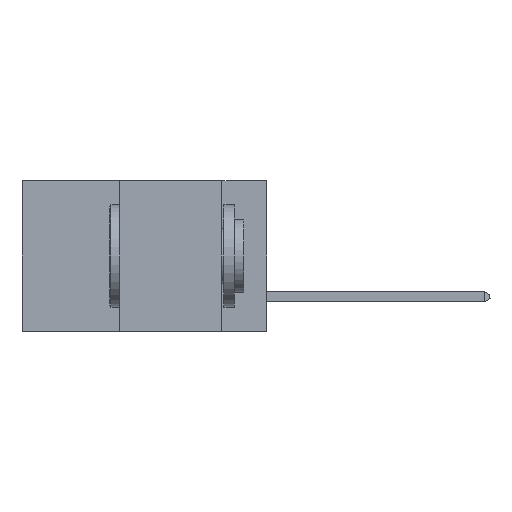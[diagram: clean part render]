
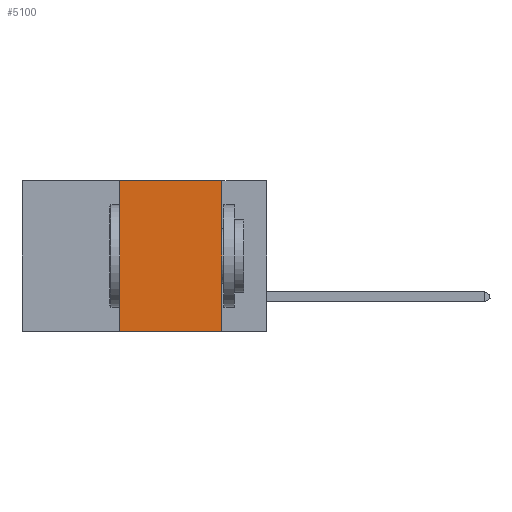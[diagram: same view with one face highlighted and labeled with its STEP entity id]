
A CAD part, left-side view. The second image highlights one B-rep face of the part: STEP entity #5100.
In plain terms, the highlighted planar face has unit normal (-1, 0, 0).
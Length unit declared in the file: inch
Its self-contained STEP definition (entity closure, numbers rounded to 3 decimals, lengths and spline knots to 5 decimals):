
#285 = ORIENTED_EDGE ( 'NONE', *, *, #12362, .F. ) ;
#725 = DIRECTION ( 'NONE',  ( 0., 0., 1. ) ) ;
#1265 = LINE ( 'NONE', #9991, #4432 ) ;
#1981 = CARTESIAN_POINT ( 'NONE',  ( 0., 0.36, 0. ) ) ;
#4432 = VECTOR ( 'NONE', #4703, 39.37008 ) ;
#4703 = DIRECTION ( 'NONE',  ( 0., 0., -1. ) ) ;
#5100 = ADVANCED_FACE ( 'NONE', ( #14581 ), #6287, .F. ) ;
#6065 = CARTESIAN_POINT ( 'NONE',  ( 0., 0.6, 0. ) ) ;
#6287 = PLANE ( 'NONE',  #12749 ) ;
#6560 = ORIENTED_EDGE ( 'NONE', *, *, #7026, .F. ) ;
#6802 = CARTESIAN_POINT ( 'NONE',  ( 0., 0.11, -0.37 ) ) ;
#7026 = EDGE_CURVE ( 'NONE', #16431, #16108, #1265, .T. ) ;
#7395 = CARTESIAN_POINT ( 'NONE',  ( 0., 0.6, -0.37 ) ) ;
#7866 = DIRECTION ( 'NONE',  ( 0., 0., -1. ) ) ;
#8391 = EDGE_CURVE ( 'NONE', #15452, #12663, #15578, .T. ) ;
#8814 = EDGE_LOOP ( 'NONE', ( #6560, #285, #9432, #9475 ) ) ;
#8935 = VECTOR ( 'NONE', #11353, 39.37008 ) ;
#9255 = CARTESIAN_POINT ( 'NONE',  ( 0., 0.36, 0. ) ) ;
#9432 = ORIENTED_EDGE ( 'NONE', *, *, #8391, .F. ) ;
#9475 = ORIENTED_EDGE ( 'NONE', *, *, #10587, .T. ) ;
#9991 = CARTESIAN_POINT ( 'NONE',  ( 0., 0.11, 0. ) ) ;
#10587 = EDGE_CURVE ( 'NONE', #15452, #16108, #15942, .T. ) ;
#11031 = DIRECTION ( 'NONE',  ( 0., -1., 0. ) ) ;
#11190 = CARTESIAN_POINT ( 'NONE',  ( 0., 0.11, 0. ) ) ;
#11353 = DIRECTION ( 'NONE',  ( 0., -1., 0. ) ) ;
#11850 = CARTESIAN_POINT ( 'NONE',  ( 0., 0.36, -0.37 ) ) ;
#11941 = VECTOR ( 'NONE', #725, 39.37008 ) ;
#12362 = EDGE_CURVE ( 'NONE', #12663, #16431, #15467, .T. ) ;
#12663 = VERTEX_POINT ( 'NONE', #9255 ) ;
#12749 = AXIS2_PLACEMENT_3D ( 'NONE', #6065, #16985, #7866 ) ;
#13576 = CARTESIAN_POINT ( 'NONE',  ( 0., 0.6, 0. ) ) ;
#14581 = FACE_OUTER_BOUND ( 'NONE', #8814, .T. ) ;
#15452 = VERTEX_POINT ( 'NONE', #11850 ) ;
#15467 = LINE ( 'NONE', #13576, #17182 ) ;
#15578 = LINE ( 'NONE', #1981, #11941 ) ;
#15942 = LINE ( 'NONE', #7395, #8935 ) ;
#16108 = VERTEX_POINT ( 'NONE', #6802 ) ;
#16431 = VERTEX_POINT ( 'NONE', #11190 ) ;
#16985 = DIRECTION ( 'NONE',  ( 1., 0., 0. ) ) ;
#17182 = VECTOR ( 'NONE', #11031, 39.37008 ) ;
